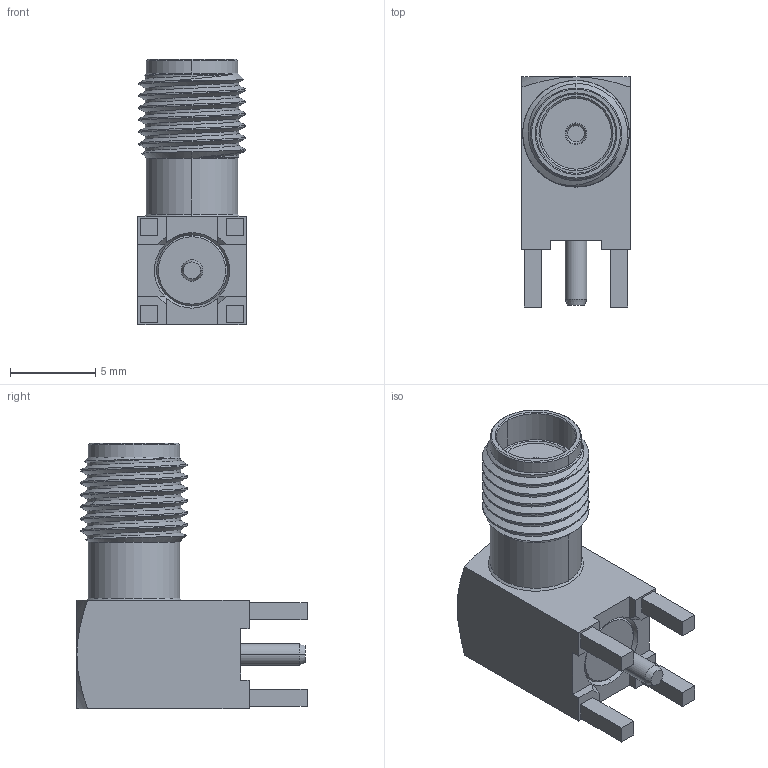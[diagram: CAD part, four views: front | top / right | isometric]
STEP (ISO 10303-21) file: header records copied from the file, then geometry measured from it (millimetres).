
FILE_DESCRIPTION((''),'2;1');
FILE_NAME('C-3-1478978-1','2019-10-17T06:06:50',('workeradm'),('TE Connectivity Ltd.'),'CREO PARAMETRIC BY PTC INC, 2019030','CREO PARAMETRIC BY PTC INC, 2019030','');
FILE_SCHEMA(('AUTOMOTIVE_DESIGN { 1 0 10303 214 1 1 1 1 }'));
Length unit declared in the file: millimetre
Products named in the file (1): C-3-1478978-1
Bounding box: 6.35 x 13.5 x 15.55 mm (x, y, z)
Volume: 598.6 mm3; surface area: 651.7 mm2
Topology: 1 solids, 1 shells, 108 faces, 259 edges, 164 vertices
Faces by surface type: plane 49, cylinder 27, cone 26, bspline 6
Entity records: 6483 total; most frequent: CARTESIAN_POINT 3035, ORIENTED_EDGE 518, DIRECTION 481, PRESENTATION_STYLE_ASSIGNMENT 260, STYLED_ITEM 260, CURVE_STYLE 259, EDGE_CURVE 259, AXIS2_PLACEMENT_3D 171
